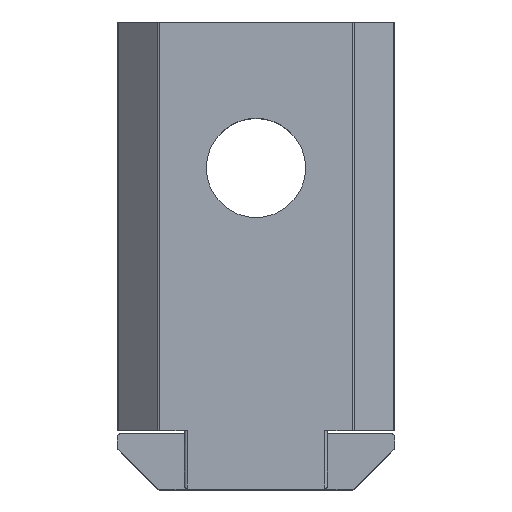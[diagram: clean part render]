
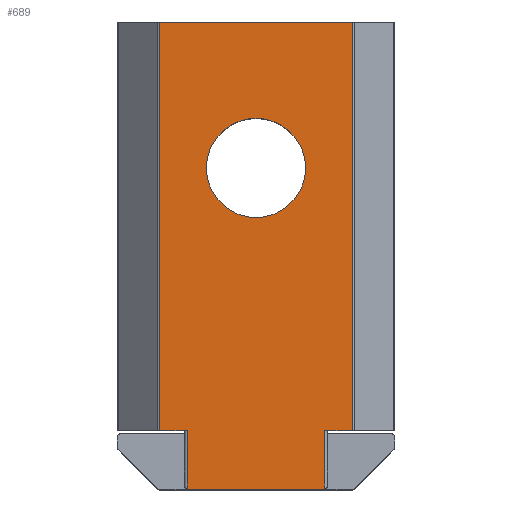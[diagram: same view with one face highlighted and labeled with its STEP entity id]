
A CAD part, top view. The second image highlights one B-rep face of the part: STEP entity #689.
In plain terms, the highlighted planar face has unit normal (0, 0, 1).
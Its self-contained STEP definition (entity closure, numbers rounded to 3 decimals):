
#144 = VECTOR ( 'NONE', #733, 1000. ) ;
#147 = LINE ( 'NONE', #734, #144 ) ;
#150 = CIRCLE ( 'NONE', #1069, 3.4 ) ;
#158 = VECTOR ( 'NONE', #756, 1000. ) ;
#160 = VECTOR ( 'NONE', #758, 1000. ) ;
#161 = LINE ( 'NONE', #757, #158 ) ;
#164 = LINE ( 'NONE', #759, #160 ) ;
#166 = VECTOR ( 'NONE', #763, 1000. ) ;
#169 = VECTOR ( 'NONE', #764, 1000. ) ;
#176 = LINE ( 'NONE', #767, #166 ) ;
#177 = VECTOR ( 'NONE', #768, 1000. ) ;
#179 = LINE ( 'NONE', #770, #169 ) ;
#180 = VECTOR ( 'NONE', #782, 1000. ) ;
#181 = LINE ( 'NONE', #769, #177 ) ;
#183 = CIRCLE ( 'NONE', #1071, 3.4 ) ;
#191 = LINE ( 'NONE', #777, #180 ) ;
#219 = VECTOR ( 'NONE', #882, 1000. ) ;
#221 = ORIENTED_EDGE ( 'NONE', *, *, #1254, .T. ) ;
#222 = LINE ( 'NONE', #864, #219 ) ;
#360 = ORIENTED_EDGE ( 'NONE', *, *, #1263, .T. ) ;
#368 = ORIENTED_EDGE ( 'NONE', *, *, #1255, .F. ) ;
#410 = FACE_OUTER_BOUND ( 'NONE', #443, .T. ) ;
#421 = FACE_BOUND ( 'NONE', #445, .T. ) ;
#443 = EDGE_LOOP ( 'NONE', ( #664, #667, #668, #670, #672, #221, #368, #360 ) ) ;
#445 = EDGE_LOOP ( 'NONE', ( #650, #663 ) ) ;
#490 = VERTEX_POINT ( 'NONE', #1562 ) ;
#493 = VERTEX_POINT ( 'NONE', #1560 ) ;
#500 = VERTEX_POINT ( 'NONE', #1556 ) ;
#501 = VERTEX_POINT ( 'NONE', #1555 ) ;
#503 = VERTEX_POINT ( 'NONE', #1553 ) ;
#504 = VERTEX_POINT ( 'NONE', #1552 ) ;
#506 = VERTEX_POINT ( 'NONE', #1550 ) ;
#508 = VERTEX_POINT ( 'NONE', #1548 ) ;
#549 = VERTEX_POINT ( 'NONE', #1507 ) ;
#556 = VERTEX_POINT ( 'NONE', #1500 ) ;
#650 = ORIENTED_EDGE ( 'NONE', *, *, #1261, .F. ) ;
#663 = ORIENTED_EDGE ( 'NONE', *, *, #1248, .F. ) ;
#664 = ORIENTED_EDGE ( 'NONE', *, *, #1226, .T. ) ;
#667 = ORIENTED_EDGE ( 'NONE', *, *, #1249, .T. ) ;
#668 = ORIENTED_EDGE ( 'NONE', *, *, #1250, .F. ) ;
#670 = ORIENTED_EDGE ( 'NONE', *, *, #1251, .T. ) ;
#672 = ORIENTED_EDGE ( 'NONE', *, *, #1252, .T. ) ;
#689 = ADVANCED_FACE ( 'NONE', ( #421, #410 ), #1433, .T. ) ;
#733 = DIRECTION ( 'NONE',  ( 0., -1., 0. ) ) ;
#734 = CARTESIAN_POINT ( 'NONE',  ( -4.7, -8.7, 38. ) ) ;
#735 = DIRECTION ( 'NONE',  ( 1., 0., 0. ) ) ;
#736 = DIRECTION ( 'NONE',  ( 0., 0., 1. ) ) ;
#737 = CARTESIAN_POINT ( 'NONE',  ( 0., 13.3, 38. ) ) ;
#756 = DIRECTION ( 'NONE',  ( -1., 0., 0. ) ) ;
#757 = CARTESIAN_POINT ( 'NONE',  ( -6.7, -4.7, 38. ) ) ;
#758 = DIRECTION ( 'NONE',  ( 0., -1., 0. ) ) ;
#759 = CARTESIAN_POINT ( 'NONE',  ( -6.617, -4.7, 38. ) ) ;
#763 = DIRECTION ( 'NONE',  ( -1., 0., 0. ) ) ;
#764 = DIRECTION ( 'NONE',  ( 0., 1., 0. ) ) ;
#767 = CARTESIAN_POINT ( 'NONE',  ( -6.7, 23.3, 38. ) ) ;
#768 = DIRECTION ( 'NONE',  ( -1., 0., 0. ) ) ;
#769 = CARTESIAN_POINT ( 'NONE',  ( -6.7, -4.7, 38. ) ) ;
#770 = CARTESIAN_POINT ( 'NONE',  ( 6.617, 23.3, 38. ) ) ;
#773 = DIRECTION ( 'NONE',  ( 1., 0., 0. ) ) ;
#775 = DIRECTION ( 'NONE',  ( 0., 0., 1. ) ) ;
#776 = CARTESIAN_POINT ( 'NONE',  ( 0., 13.3, 38. ) ) ;
#777 = CARTESIAN_POINT ( 'NONE',  ( 4.7, -4.7, 38. ) ) ;
#782 = DIRECTION ( 'NONE',  ( 0., 1., 0. ) ) ;
#864 = CARTESIAN_POINT ( 'NONE',  ( -4.9, -8.7, 38. ) ) ;
#882 = DIRECTION ( 'NONE',  ( 1., 0., 0. ) ) ;
#1069 = AXIS2_PLACEMENT_3D ( 'NONE', #737, #736, #735 ) ;
#1071 = AXIS2_PLACEMENT_3D ( 'NONE', #776, #775, #773 ) ;
#1155 = AXIS2_PLACEMENT_3D ( 'NONE', #1431, #1426, #1425 ) ;
#1226 = EDGE_CURVE ( 'NONE', #490, #493, #222, .T. ) ;
#1248 = EDGE_CURVE ( 'NONE', #556, #500, #183, .T. ) ;
#1249 = EDGE_CURVE ( 'NONE', #493, #501, #191, .T. ) ;
#1250 = EDGE_CURVE ( 'NONE', #549, #501, #181, .T. ) ;
#1251 = EDGE_CURVE ( 'NONE', #549, #504, #179, .T. ) ;
#1252 = EDGE_CURVE ( 'NONE', #504, #506, #176, .T. ) ;
#1254 = EDGE_CURVE ( 'NONE', #506, #508, #164, .T. ) ;
#1255 = EDGE_CURVE ( 'NONE', #503, #508, #161, .T. ) ;
#1261 = EDGE_CURVE ( 'NONE', #500, #556, #150, .T. ) ;
#1263 = EDGE_CURVE ( 'NONE', #503, #490, #147, .T. ) ;
#1425 = DIRECTION ( 'NONE',  ( 1., 0., 0. ) ) ;
#1426 = DIRECTION ( 'NONE',  ( 0., 0., 1. ) ) ;
#1431 = CARTESIAN_POINT ( 'NONE',  ( -4.9, -8.7, 38. ) ) ;
#1433 = PLANE ( 'NONE',  #1155 ) ;
#1500 = CARTESIAN_POINT ( 'NONE',  ( 3.4, 13.3, 38. ) ) ;
#1507 = CARTESIAN_POINT ( 'NONE',  ( 6.617, -4.7, 38. ) ) ;
#1548 = CARTESIAN_POINT ( 'NONE',  ( -6.617, -4.7, 38. ) ) ;
#1550 = CARTESIAN_POINT ( 'NONE',  ( -6.617, 23.3, 38. ) ) ;
#1552 = CARTESIAN_POINT ( 'NONE',  ( 6.617, 23.3, 38. ) ) ;
#1553 = CARTESIAN_POINT ( 'NONE',  ( -4.7, -4.7, 38. ) ) ;
#1555 = CARTESIAN_POINT ( 'NONE',  ( 4.7, -4.7, 38. ) ) ;
#1556 = CARTESIAN_POINT ( 'NONE',  ( -3.4, 13.3, 38. ) ) ;
#1560 = CARTESIAN_POINT ( 'NONE',  ( 4.7, -8.7, 38. ) ) ;
#1562 = CARTESIAN_POINT ( 'NONE',  ( -4.7, -8.7, 38. ) ) ;
